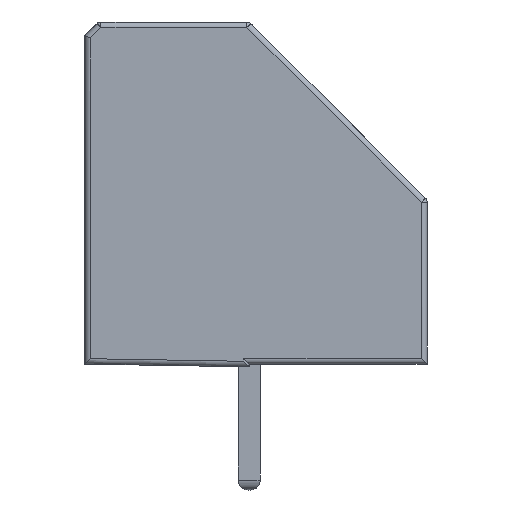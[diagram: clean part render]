
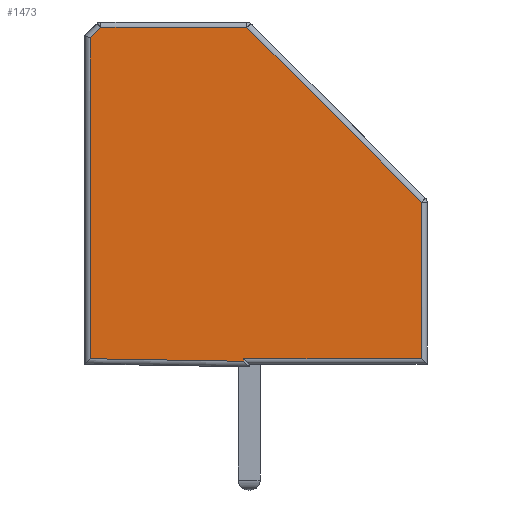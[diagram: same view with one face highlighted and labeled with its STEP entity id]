
A CAD part, left-side view. The second image highlights one B-rep face of the part: STEP entity #1473.
In plain terms, the highlighted planar face has unit normal (-1, 0, 0).
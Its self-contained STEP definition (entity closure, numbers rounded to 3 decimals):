
#13=DIRECTION('',(0.,0.,1.));
#28=VECTOR('',#29,1.);
#29=DIRECTION('',(0.,0.707,0.707));
#285=VECTOR('',#286,1.);
#286=DIRECTION('',(0.,1.,0.));
#293=VECTOR('',#294,1.);
#294=DIRECTION('',(0.,0.707,-0.707));
#301=VECTOR('',#302,1.);
#302=DIRECTION('',(0.,0.,-1.));
#309=VECTOR('',#310,1.);
#310=DIRECTION('',(0.,-1.,-0.017));
#317=VECTOR('',#13,1.);
#324=VECTOR('',#325,1.);
#325=DIRECTION('',(0.,-1.,0.));
#334=DIRECTION('',(-1.,0.,0.));
#335=DIRECTION('',(0.,-1.,0.));
#375=VERTEX_POINT('',#376);
#376=CARTESIAN_POINT('',(-2.5,0.083,12.4));
#386=EDGE_CURVE('',#387,#375,#389,.T.);
#387=VERTEX_POINT('',#388);
#388=CARTESIAN_POINT('',(-2.5,-6.3,6.017));
#389=LINE('',#390,#28);
#390=CARTESIAN_POINT('',(-2.5,-6.359,5.959));
#1473=ADVANCED_FACE('',(#1474),#1517,.T.);
#1474=FACE_BOUND('',#1475,.T.);
#1475=EDGE_LOOP('',(#1476,#1484,#1490,#1496,#1502,#1508,#1512,#1513));
#1476=ORIENTED_EDGE('',*,*,#1477,.T.);
#1477=EDGE_CURVE('',#1478,#1480,#1482,.T.);
#1478=VERTEX_POINT('',#1479);
#1479=CARTESIAN_POINT('',(-2.5,5.417,12.4));
#1480=VERTEX_POINT('',#1481);
#1481=CARTESIAN_POINT('',(-2.5,5.8,12.017));
#1482=LINE('',#1483,#293);
#1483=CARTESIAN_POINT('',(-2.5,5.359,12.459));
#1484=ORIENTED_EDGE('',*,*,#1485,.T.);
#1485=EDGE_CURVE('',#1480,#1486,#1488,.T.);
#1486=VERTEX_POINT('',#1487);
#1487=CARTESIAN_POINT('',(-2.5,5.8,0.297));
#1488=LINE('',#1489,#301);
#1489=CARTESIAN_POINT('',(-2.5,5.8,12.1));
#1490=ORIENTED_EDGE('',*,*,#1491,.T.);
#1491=EDGE_CURVE('',#1486,#1492,#1494,.T.);
#1492=VERTEX_POINT('',#1493);
#1493=CARTESIAN_POINT('',(-2.5,0.2,0.203));
#1494=LINE('',#1495,#309);
#1495=CARTESIAN_POINT('',(-2.5,5.997,0.3));
#1496=ORIENTED_EDGE('',*,*,#1497,.T.);
#1497=EDGE_CURVE('',#1492,#1498,#1500,.T.);
#1498=VERTEX_POINT('',#1499);
#1499=CARTESIAN_POINT('',(-2.5,0.2,0.3));
#1500=LINE('',#1501,#317);
#1501=CARTESIAN_POINT('',(-2.5,0.2,0.));
#1502=ORIENTED_EDGE('',*,*,#1503,.T.);
#1503=EDGE_CURVE('',#1498,#1504,#1506,.T.);
#1504=VERTEX_POINT('',#1505);
#1505=CARTESIAN_POINT('',(-2.5,-6.3,0.3));
#1506=LINE('',#1507,#324);
#1507=CARTESIAN_POINT('',(-2.5,0.,0.3));
#1508=ORIENTED_EDGE('',*,*,#1509,.T.);
#1509=EDGE_CURVE('',#1504,#387,#1510,.T.);
#1510=LINE('',#1511,#317);
#1511=CARTESIAN_POINT('',(-2.5,-6.3,0.1));
#1512=ORIENTED_EDGE('',*,*,#386,.T.);
#1513=ORIENTED_EDGE('',*,*,#1514,.T.);
#1514=EDGE_CURVE('',#375,#1478,#1515,.T.);
#1515=LINE('',#1516,#285);
#1516=CARTESIAN_POINT('',(-2.5,0.,12.4));
#1517=PLANE('',#1518);
#1518=AXIS2_PLACEMENT_3D('',#1519,#334,#335);
#1519=CARTESIAN_POINT('',(-2.5,0.417,5.581));
